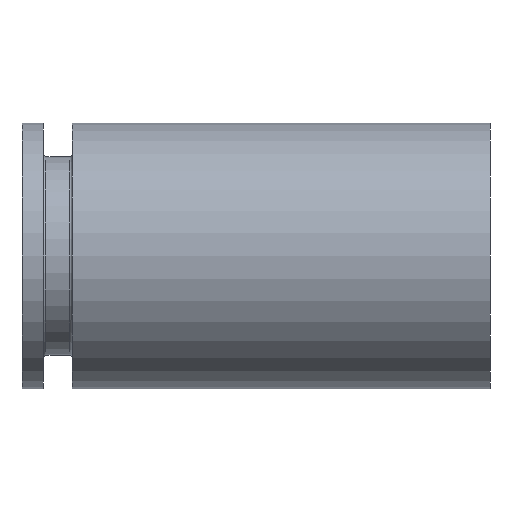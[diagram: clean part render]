
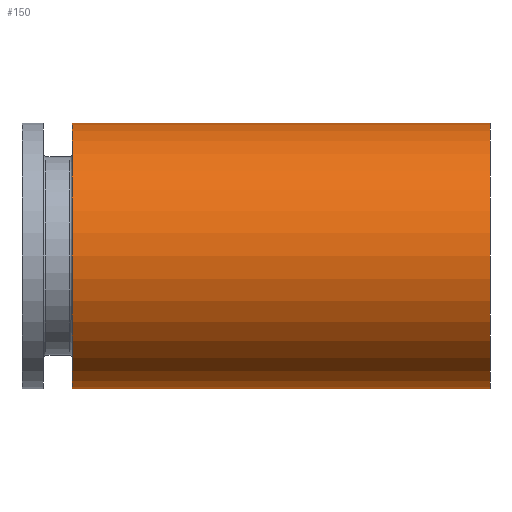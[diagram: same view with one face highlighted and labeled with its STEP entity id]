
A CAD part, front view. The second image highlights one B-rep face of the part: STEP entity #150.
In plain terms, the highlighted cylindrical face has radius 63.5 mm (diameter 127 mm), a partial arc.
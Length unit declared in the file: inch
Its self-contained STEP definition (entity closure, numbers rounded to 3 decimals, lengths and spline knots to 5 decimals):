
#18 = AXIS2_PLACEMENT_3D ( 'NONE', #751, #758, #651 ) ;
#97 = EDGE_CURVE ( 'NONE', #1407, #562, #1288, .T. ) ;
#128 = CARTESIAN_POINT ( 'NONE',  ( 0., 0., -2.5 ) ) ;
#150 = ADVANCED_FACE ( 'NONE', ( #888 ), #532, .T. ) ;
#152 = DIRECTION ( 'NONE',  ( -1., 0., 0. ) ) ;
#235 = ORIENTED_EDGE ( 'NONE', *, *, #974, .F. ) ;
#259 = CARTESIAN_POINT ( 'NONE',  ( 0., 0., 2.5 ) ) ;
#266 = ORIENTED_EDGE ( 'NONE', *, *, #714, .T. ) ;
#314 = CARTESIAN_POINT ( 'NONE',  ( 0.95, 0., 0. ) ) ;
#370 = ORIENTED_EDGE ( 'NONE', *, *, #408, .T. ) ;
#384 = AXIS2_PLACEMENT_3D ( 'NONE', #1430, #152, #836 ) ;
#408 = EDGE_CURVE ( 'NONE', #1010, #1006, #1186, .T. ) ;
#532 = CYLINDRICAL_SURFACE ( 'NONE', #18, 2.5 ) ;
#562 = VERTEX_POINT ( 'NONE', #625 ) ;
#625 = CARTESIAN_POINT ( 'NONE',  ( 0.95, 0., -2.5 ) ) ;
#651 = DIRECTION ( 'NONE',  ( 0., 0., 1. ) ) ;
#675 = VECTOR ( 'NONE', #1024, 39.37008 ) ;
#714 = EDGE_CURVE ( 'NONE', #1407, #1010, #896, .T. ) ;
#751 = CARTESIAN_POINT ( 'NONE',  ( 0., 0., 0. ) ) ;
#758 = DIRECTION ( 'NONE',  ( -1., 0., 0. ) ) ;
#771 = VECTOR ( 'NONE', #845, 39.37008 ) ;
#836 = DIRECTION ( 'NONE',  ( 0., 0., 1. ) ) ;
#845 = DIRECTION ( 'NONE',  ( -1., 0., 0. ) ) ;
#888 = FACE_OUTER_BOUND ( 'NONE', #1233, .T. ) ;
#890 = ORIENTED_EDGE ( 'NONE', *, *, #97, .F. ) ;
#896 = CIRCLE ( 'NONE', #384, 2.5 ) ;
#914 = CARTESIAN_POINT ( 'NONE',  ( 0.95, 0., 2.5 ) ) ;
#919 = CARTESIAN_POINT ( 'NONE',  ( 8.81741, 0., -2.5 ) ) ;
#974 = EDGE_CURVE ( 'NONE', #562, #1006, #1300, .T. ) ;
#1006 = VERTEX_POINT ( 'NONE', #914 ) ;
#1010 = VERTEX_POINT ( 'NONE', #1149 ) ;
#1024 = DIRECTION ( 'NONE',  ( -1., 0., 0. ) ) ;
#1149 = CARTESIAN_POINT ( 'NONE',  ( 8.81741, 0., 2.5 ) ) ;
#1186 = LINE ( 'NONE', #259, #771 ) ;
#1233 = EDGE_LOOP ( 'NONE', ( #890, #266, #370, #235 ) ) ;
#1288 = LINE ( 'NONE', #128, #675 ) ;
#1300 = CIRCLE ( 'NONE', #1468, 2.5 ) ;
#1400 = DIRECTION ( 'NONE',  ( 0., 0., 1. ) ) ;
#1407 = VERTEX_POINT ( 'NONE', #919 ) ;
#1430 = CARTESIAN_POINT ( 'NONE',  ( 8.81741, 0., 0. ) ) ;
#1468 = AXIS2_PLACEMENT_3D ( 'NONE', #314, #1519, #1400 ) ;
#1519 = DIRECTION ( 'NONE',  ( -1., 0., 0. ) ) ;
